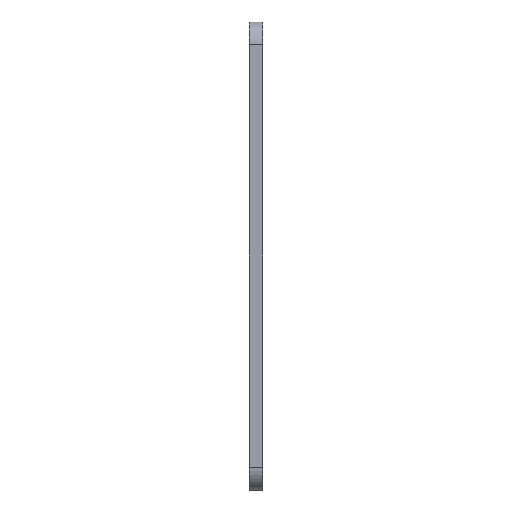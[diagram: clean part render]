
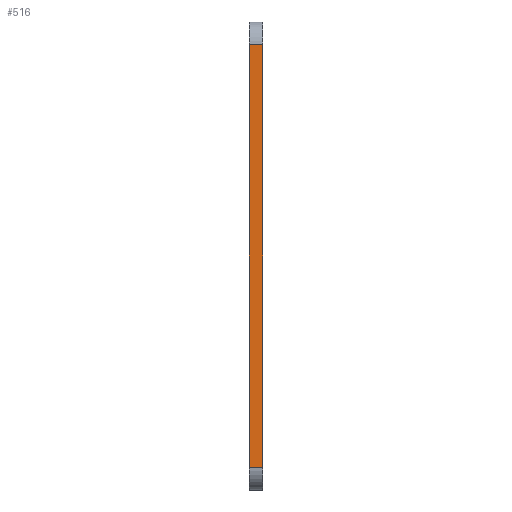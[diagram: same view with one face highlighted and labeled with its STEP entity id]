
A CAD part, left-side view. The second image highlights one B-rep face of the part: STEP entity #516.
In plain terms, the highlighted planar face has unit normal (-1, 0, 0).
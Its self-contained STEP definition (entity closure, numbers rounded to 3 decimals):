
#16 = LINE ( 'NONE', #411, #939 ) ;
#29 = DIRECTION ( 'NONE',  ( 0., -1., 0. ) ) ;
#45 = ORIENTED_EDGE ( 'NONE', *, *, #500, .F. ) ;
#63 = VERTEX_POINT ( 'NONE', #768 ) ;
#73 = VERTEX_POINT ( 'NONE', #648 ) ;
#111 = LINE ( 'NONE', #1034, #712 ) ;
#137 = CARTESIAN_POINT ( 'NONE',  ( -87., 3., 47. ) ) ;
#150 = EDGE_CURVE ( 'NONE', #63, #1032, #860, .T. ) ;
#180 = EDGE_LOOP ( 'NONE', ( #716, #953, #45, #753 ) ) ;
#297 = PLANE ( 'NONE',  #1018 ) ;
#331 = CARTESIAN_POINT ( 'NONE',  ( -87., 0., -52. ) ) ;
#411 = CARTESIAN_POINT ( 'NONE',  ( -87., 3., -47. ) ) ;
#500 = EDGE_CURVE ( 'NONE', #73, #682, #111, .T. ) ;
#516 = ADVANCED_FACE ( 'NONE', ( #1119 ), #297, .F. ) ;
#561 = VECTOR ( 'NONE', #698, 1000. ) ;
#587 = DIRECTION ( 'NONE',  ( 0., 0., -1. ) ) ;
#641 = CARTESIAN_POINT ( 'NONE',  ( -87., 0., 47. ) ) ;
#648 = CARTESIAN_POINT ( 'NONE',  ( -87., 3., -47. ) ) ;
#679 = DIRECTION ( 'NONE',  ( 0., 0., 1. ) ) ;
#682 = VERTEX_POINT ( 'NONE', #706 ) ;
#698 = DIRECTION ( 'NONE',  ( 0., 0., 1. ) ) ;
#706 = CARTESIAN_POINT ( 'NONE',  ( -87., 3., 47. ) ) ;
#712 = VECTOR ( 'NONE', #679, 1000. ) ;
#716 = ORIENTED_EDGE ( 'NONE', *, *, #150, .T. ) ;
#753 = ORIENTED_EDGE ( 'NONE', *, *, #1098, .T. ) ;
#768 = CARTESIAN_POINT ( 'NONE',  ( -87., 0., -47. ) ) ;
#804 = DIRECTION ( 'NONE',  ( 0., 1., 0. ) ) ;
#811 = VECTOR ( 'NONE', #804, 1000. ) ;
#838 = EDGE_CURVE ( 'NONE', #1032, #682, #888, .T. ) ;
#859 = DIRECTION ( 'NONE',  ( 1., 0., 0. ) ) ;
#860 = LINE ( 'NONE', #331, #561 ) ;
#888 = LINE ( 'NONE', #137, #811 ) ;
#939 = VECTOR ( 'NONE', #29, 1000. ) ;
#953 = ORIENTED_EDGE ( 'NONE', *, *, #838, .T. ) ;
#1018 = AXIS2_PLACEMENT_3D ( 'NONE', #1051, #859, #587 ) ;
#1032 = VERTEX_POINT ( 'NONE', #641 ) ;
#1034 = CARTESIAN_POINT ( 'NONE',  ( -87., 3., -52. ) ) ;
#1051 = CARTESIAN_POINT ( 'NONE',  ( -87., 3., -52. ) ) ;
#1098 = EDGE_CURVE ( 'NONE', #73, #63, #16, .T. ) ;
#1119 = FACE_OUTER_BOUND ( 'NONE', #180, .T. ) ;
